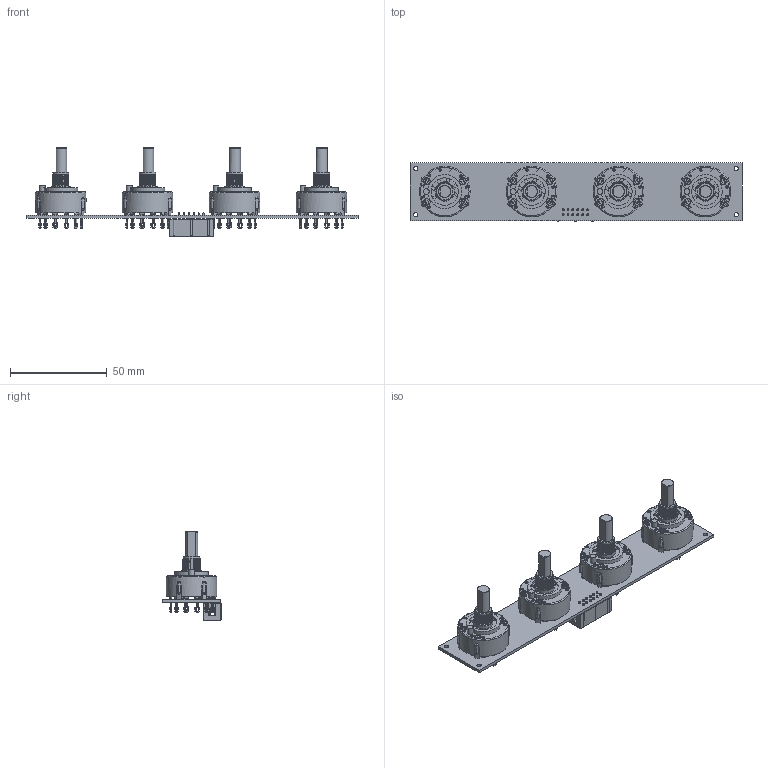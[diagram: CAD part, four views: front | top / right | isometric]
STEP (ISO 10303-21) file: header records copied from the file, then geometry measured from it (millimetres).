
FILE_DESCRIPTION(('KiCad electronic assembly'),'2;1');
FILE_NAME('8VU.step','2024-08-19T02:15:44',('Pcbnew'),('Kicad'), 'Open CASCADE STEP processor 7.6','KiCad to STEP converter','Unknown' );
FILE_SCHEMA(('AUTOMOTIVE_DESIGN { 1 0 10303 214 1 1 1 1 }'));
Length unit declared in the file: millimetre
Products named in the file (6): 8VU 1; A12505RNZQ; IDC-Header_2x06_P2.54mm_Vertical; IDC_Header_2x06_P254mm_Vertical; 8VU_PCB
Assembly tree (8 placements, depth 3):
  8VU 1
    A12505RNZQ  x4
      A12505RNZQ
    IDC-Header_2x06_P2.54mm_Vertical
      IDC_Header_2x06_P254mm_Vertical
    8VU_PCB
Bounding box: 172 x 30.41 x 45.74 mm (x, y, z)
Volume: 28906.5 mm3; surface area: 40125.6 mm2
Topology: 6 solids, 6 shells, 7872 faces, 22672 edges, 15018 vertices
Faces by surface type: plane 6767, cylinder 673, bspline 356, cone 72, torus 4
Full cylindrical faces by diameter (mm): 1 x18, 1.524 x48, 1.549 x32, 2.2 x4, 2.921 x4, 2.972 x4, 3.048 x4, 3.277 x4, 3.48 x16, 5.151 x4, 6.299 x4, 6.452 x4, 8.255 x4, 8.509 x4, 10.058 x4, 12.7 x4, 14.224 x4, 14.605 x4, 26.187 x4
Entity records: 80900 total; most frequent: CARTESIAN_POINT 18033, ORIENTED_EDGE 13262, DIRECTION 11492, EDGE_CURVE 6631, LINE 5688, VECTOR 5688, VERTEX_POINT 4374, AXIS2_PLACEMENT_3D 2902
